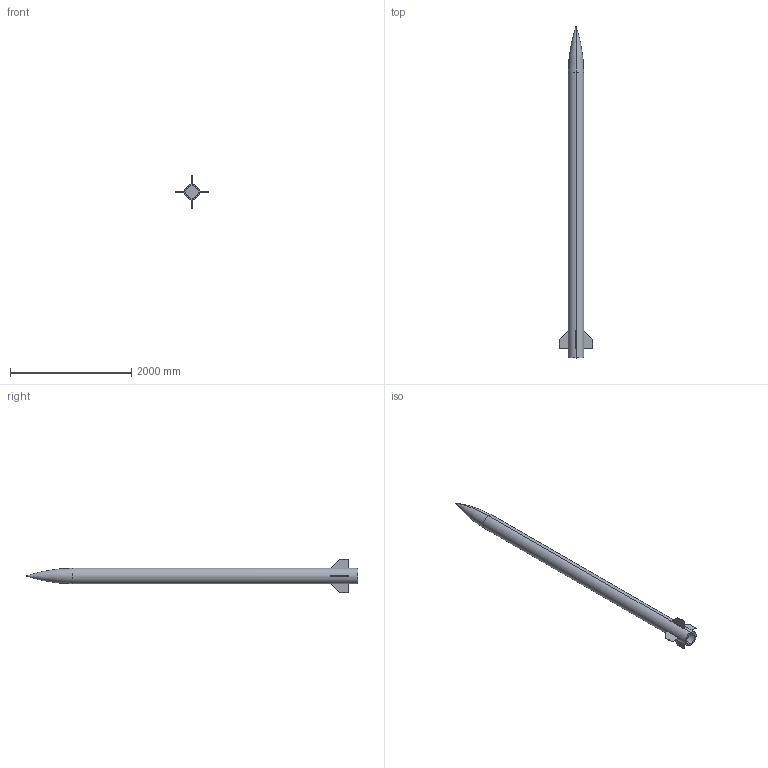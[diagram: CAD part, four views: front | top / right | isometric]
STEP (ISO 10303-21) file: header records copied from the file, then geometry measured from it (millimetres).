
FILE_DESCRIPTION (( 'STEP AP214' ), '1' );
FILE_NAME ('Rocket Model (AERO) v1.STEP', '2025-07-18T05:40:00', ( '' ), ( '' ), 'SwSTEP 2.0', 'SolidWorks 2023', '' );
FILE_SCHEMA (( 'AUTOMOTIVE_DESIGN' ));
Length unit declared in the file: inch
Products named in the file (1): Rocket Model (AERO) v1
Bounding box: 558.8 x 5486.4 x 558.8 mm (x, y, z)
Volume: 256950966.8 mm3; surface area: 4594563.8 mm2
Topology: 1 solids, 1 shells, 51 faces, 126 edges, 80 vertices
Faces by surface type: plane 43, cylinder 4, torus 4
Entity records: 1519 total; most frequent: CARTESIAN_POINT 306, ORIENTED_EDGE 252, DIRECTION 242, EDGE_CURVE 126, VECTOR 82, LINE 82, VERTEX_POINT 80, AXIS2_PLACEMENT_3D 80
